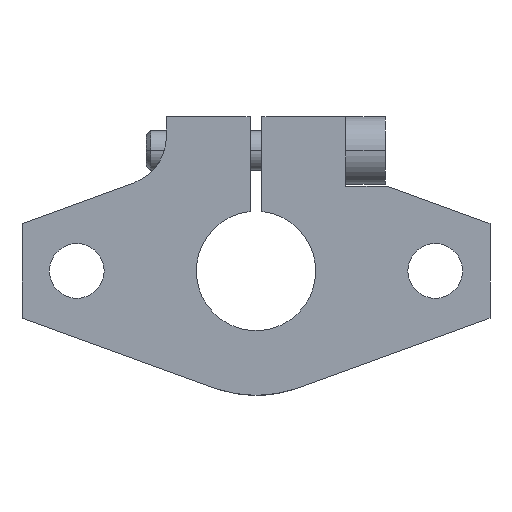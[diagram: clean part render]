
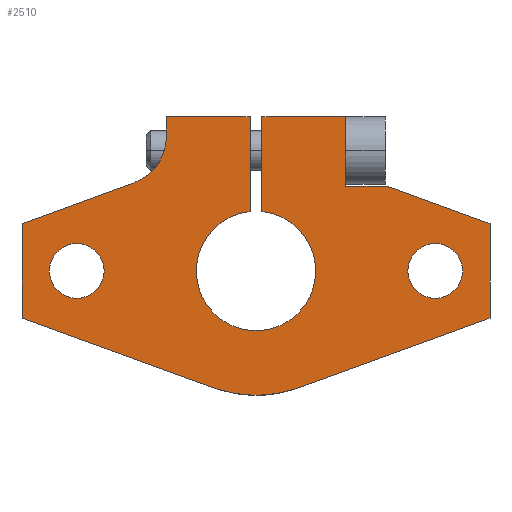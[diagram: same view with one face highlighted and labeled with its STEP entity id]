
A CAD part, front view. The second image highlights one B-rep face of the part: STEP entity #2510.
In plain terms, the highlighted planar face has unit normal (0, -1, 0).
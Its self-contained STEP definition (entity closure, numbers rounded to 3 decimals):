
#520=CARTESIAN_POINT('',(0.6,-7.,5.97));
#530=VERTEX_POINT('',#520);
#700=CARTESIAN_POINT('',(0.6,-7.,15.5));
#710=VERTEX_POINT('',#700);
#740=CARTESIAN_POINT('',(0.6,-7.,15.5));
#750=DIRECTION('',(0.,0.,-1.));
#760=VECTOR('',#750,1.);
#770=LINE('',#740,#760);
#780=EDGE_CURVE('',#710,#530,#770,.T.);
#880=CARTESIAN_POINT('',(-14.,-7.,13.528));
#890=DIRECTION('',(0.,1.,0.));
#900=DIRECTION('',(0.,0.,1.));
#910=AXIS2_PLACEMENT_3D('',#880,#890,#900);
#920=PLANE('',#910);
#930=CARTESIAN_POINT('',(9.,-7.,15.5));
#940=DIRECTION('',(-1.,0.,0.));
#950=VECTOR('',#940,1.);
#960=LINE('',#930,#950);
#970=CARTESIAN_POINT('',(9.,-7.,15.5));
#980=VERTEX_POINT('',#970);
#990=EDGE_CURVE('',#980,#710,#960,.T.);
#1000=ORIENTED_EDGE('',*,*,#990,.T.);
#1010=CARTESIAN_POINT('',(9.,-7.,8.5));
#1020=DIRECTION('',(0.,0.,1.));
#1030=VECTOR('',#1020,1.);
#1040=LINE('',#1010,#1030);
#1050=CARTESIAN_POINT('',(9.,-7.,8.5));
#1060=VERTEX_POINT('',#1050);
#1070=EDGE_CURVE('',#1060,#980,#1040,.T.);
#1080=ORIENTED_EDGE('',*,*,#1070,.T.);
#1090=CARTESIAN_POINT('',(13.195,-7.,8.5));
#1100=DIRECTION('',(-1.,0.,0.));
#1110=VECTOR('',#1100,1.);
#1120=LINE('',#1090,#1110);
#1130=CARTESIAN_POINT('',(13.195,-7.,8.5));
#1140=VERTEX_POINT('',#1130);
#1150=EDGE_CURVE('',#1140,#1060,#1120,.T.);
#1160=ORIENTED_EDGE('',*,*,#1150,.T.);
#1170=CARTESIAN_POINT('',(23.5,-7.,4.75));
#1180=DIRECTION('',(-0.94,0.,0.342));
#1190=VECTOR('',#1180,1.);
#1200=LINE('',#1170,#1190);
#1210=CARTESIAN_POINT('',(23.5,-7.,4.75));
#1220=VERTEX_POINT('',#1210);
#1230=EDGE_CURVE('',#1220,#1140,#1200,.T.);
#1240=ORIENTED_EDGE('',*,*,#1230,.T.);
#1250=CARTESIAN_POINT('',(23.5,-7.,-4.75));
#1260=DIRECTION('',(0.,0.,1.));
#1270=VECTOR('',#1260,1.);
#1280=LINE('',#1250,#1270);
#1290=CARTESIAN_POINT('',(23.5,-7.,-4.75));
#1300=VERTEX_POINT('',#1290);
#1310=EDGE_CURVE('',#1300,#1220,#1280,.T.);
#1320=ORIENTED_EDGE('',*,*,#1310,.T.);
#1330=CARTESIAN_POINT('',(4.275,-7.,-11.746));
#1340=DIRECTION('',(0.94,0.,0.342));
#1350=VECTOR('',#1340,1.);
#1360=LINE('',#1330,#1350);
#1370=CARTESIAN_POINT('',(4.275,-7.,-11.746));
#1380=VERTEX_POINT('',#1370);
#1390=EDGE_CURVE('',#1380,#1300,#1360,.T.);
#1400=ORIENTED_EDGE('',*,*,#1390,.T.);
#1410=CARTESIAN_POINT('',(0.,-7.,
0.));
#1420=DIRECTION('',(0.,-1.,0.));
#1430=DIRECTION('',(-0.342,0.,-0.94));
#1440=AXIS2_PLACEMENT_3D('',#1410,#1420,#1430);
#1450=CIRCLE('',#1440,12.5);
#1460=CARTESIAN_POINT('',(-4.275,-7.,-11.746));
#1470=VERTEX_POINT('',#1460);
#1480=EDGE_CURVE('',#1470,#1380,#1450,.T.);
#1490=ORIENTED_EDGE('',*,*,#1480,.T.);
#1500=CARTESIAN_POINT('',(-23.5,-7.,-4.75));
#1510=DIRECTION('',(0.94,0.,-0.342));
#1520=VECTOR('',#1510,1.);
#1530=LINE('',#1500,#1520);
#1540=CARTESIAN_POINT('',(-23.5,-7.,-4.75));
#1550=VERTEX_POINT('',#1540);
#1560=EDGE_CURVE('',#1550,#1470,#1530,.T.);
#1570=ORIENTED_EDGE('',*,*,#1560,.T.);
#1580=CARTESIAN_POINT('',(-23.5,-7.,4.75));
#1590=DIRECTION('',(0.,0.,-1.));
#1600=VECTOR('',#1590,1.);
#1610=LINE('',#1580,#1600);
#1620=CARTESIAN_POINT('',(-23.5,-7.,4.75));
#1630=VERTEX_POINT('',#1620);
#1640=EDGE_CURVE('',#1630,#1550,#1610,.T.);
#1650=ORIENTED_EDGE('',*,*,#1640,.T.);
#1660=CARTESIAN_POINT('',(-12.29,-7.,8.829));
#1670=DIRECTION('',(-0.94,0.,-0.342));
#1680=VECTOR('',#1670,1.);
#1690=LINE('',#1660,#1680);
#1700=CARTESIAN_POINT('',(-12.29,-7.,8.829));
#1710=VERTEX_POINT('',#1700);
#1720=EDGE_CURVE('',#1710,#1630,#1690,.T.);
#1730=ORIENTED_EDGE('',*,*,#1720,.T.);
#1740=CARTESIAN_POINT('',(-14.,-7.,13.528));
#1750=DIRECTION('',(0.,1.,0.));
#1760=DIRECTION('',(1.,0.,0.));
#1770=AXIS2_PLACEMENT_3D('',#1740,#1750,#1760);
#1780=CIRCLE('',#1770,5.);
#1790=CARTESIAN_POINT('',(-9.,-7.,13.528));
#1800=VERTEX_POINT('',#1790);
#1810=EDGE_CURVE('',#1800,#1710,#1780,.T.);
#1820=ORIENTED_EDGE('',*,*,#1810,.T.);
#1830=CARTESIAN_POINT('',(-9.,-7.,15.5));
#1840=DIRECTION('',(0.,0.,-1.));
#1850=VECTOR('',#1840,1.);
#1860=LINE('',#1830,#1850);
#1870=CARTESIAN_POINT('',(-9.,-7.,15.5));
#1880=VERTEX_POINT('',#1870);
#1890=EDGE_CURVE('',#1880,#1800,#1860,.T.);
#1900=ORIENTED_EDGE('',*,*,#1890,.T.);
#1910=CARTESIAN_POINT('',(-0.6,-7.,15.5));
#1920=DIRECTION('',(-1.,0.,0.));
#1930=VECTOR('',#1920,1.);
#1940=LINE('',#1910,#1930);
#1950=CARTESIAN_POINT('',(-0.6,-7.,15.5));
#1960=VERTEX_POINT('',#1950);
#1970=EDGE_CURVE('',#1960,#1880,#1940,.T.);
#1980=ORIENTED_EDGE('',*,*,#1970,.T.);
#1990=CARTESIAN_POINT('',(-0.6,-7.,5.97));
#2000=DIRECTION('',(0.,0.,1.));
#2010=VECTOR('',#2000,1.);
#2020=LINE('',#1990,#2010);
#2030=CARTESIAN_POINT('',(-0.6,-7.,5.97));
#2040=VERTEX_POINT('',#2030);
#2050=EDGE_CURVE('',#2040,#1960,#2020,.T.);
#2060=ORIENTED_EDGE('',*,*,#2050,.T.);
#2070=CARTESIAN_POINT('',(0.,-7.,0.));
#2080=DIRECTION('',(0.,1.,0.));
#2090=DIRECTION('',(0.1,0.,0.995));
#2100=AXIS2_PLACEMENT_3D('',#2070,#2080,#2090);
#2110=CIRCLE('',#2100,6.);
#2120=EDGE_CURVE('',#530,#2040,#2110,.T.);
#2130=ORIENTED_EDGE('',*,*,#2120,.T.);
#2140=ORIENTED_EDGE('',*,*,#780,.T.);
#2150=EDGE_LOOP('',(#2140,#2130,#2060,#1980,#1900,#1820,#1730,#1650,
#1570,#1490,#1400,#1320,#1240,#1160,#1080,#1000));
#2160=FACE_OUTER_BOUND('',#2150,.T.);
#2170=CARTESIAN_POINT('',(-18.,-7.,0.));
#2180=DIRECTION('',(0.,1.,0.));
#2190=DIRECTION('',(1.,0.,0.));
#2200=AXIS2_PLACEMENT_3D('',#2170,#2180,#2190);
#2210=CIRCLE('',#2200,2.75);
#2220=CARTESIAN_POINT('',(-18.,-7.,2.75));
#2230=VERTEX_POINT('',#2220);
#2240=CARTESIAN_POINT('',(-18.,-7.,-2.75));
#2250=VERTEX_POINT('',#2240);
#2260=EDGE_CURVE('',#2230,#2250,#2210,.T.);
#2270=ORIENTED_EDGE('',*,*,#2260,.T.);
#2280=EDGE_CURVE('',#2250,#2230,#2210,.T.);
#2290=ORIENTED_EDGE('',*,*,#2280,.T.);
#2300=EDGE_LOOP('',(#2290,#2270));
#2310=FACE_BOUND('',#2300,.T.);
#2320=CARTESIAN_POINT('',(18.,-7.,0.));
#2330=DIRECTION('',(0.,1.,0.));
#2340=DIRECTION('',(1.,0.,0.));
#2350=AXIS2_PLACEMENT_3D('',#2320,#2330,#2340);
#2360=CIRCLE('',#2350,2.75);
#2370=CARTESIAN_POINT('',(18.,-7.,2.75));
#2380=VERTEX_POINT('',#2370);
#2390=CARTESIAN_POINT('',(18.,-7.,-2.75));
#2400=VERTEX_POINT('',#2390);
#2410=EDGE_CURVE('',#2380,#2400,#2360,.T.);
#2420=ORIENTED_EDGE('',*,*,#2410,.T.);
#2430=CARTESIAN_POINT('',(15.25,-7.,0.));
#2440=VERTEX_POINT('',#2430);
#2450=EDGE_CURVE('',#2440,#2380,#2360,.T.);
#2460=ORIENTED_EDGE('',*,*,#2450,.T.);
#2470=EDGE_CURVE('',#2400,#2440,#2360,.T.);
#2480=ORIENTED_EDGE('',*,*,#2470,.T.);
#2490=EDGE_LOOP('',(#2480,#2460,#2420));
#2500=FACE_BOUND('',#2490,.T.);
#2510=ADVANCED_FACE('',(#2160,#2310,#2500),#920,.F.);
